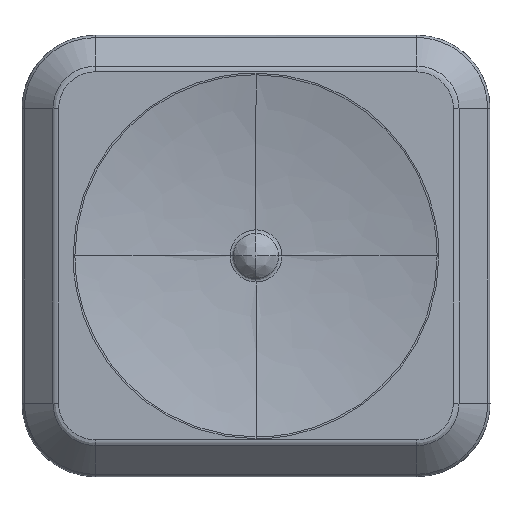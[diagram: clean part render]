
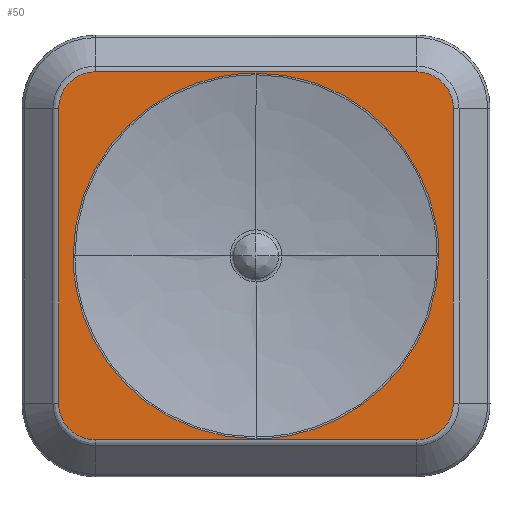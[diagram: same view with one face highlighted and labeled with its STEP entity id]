
A CAD part, top view. The second image highlights one B-rep face of the part: STEP entity #50.
In plain terms, the highlighted planar face has unit normal (0, 0, 1).
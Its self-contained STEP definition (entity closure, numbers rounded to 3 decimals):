
#24=FACE_BOUND('',#249,.T.);
#50=ADVANCED_FACE('',(#149,#24),#1354,.T.);
#149=FACE_OUTER_BOUND('',#248,.T.);
#248=EDGE_LOOP('',(#421,#422,#423,#424,#425,#426,#427,#428));
#249=EDGE_LOOP('',(#429,#430,#431,#432));
#421=ORIENTED_EDGE('',*,*,#820,.F.);
#422=ORIENTED_EDGE('',*,*,#821,.F.);
#423=ORIENTED_EDGE('',*,*,#806,.F.);
#424=ORIENTED_EDGE('',*,*,#809,.F.);
#425=ORIENTED_EDGE('',*,*,#811,.F.);
#426=ORIENTED_EDGE('',*,*,#813,.F.);
#427=ORIENTED_EDGE('',*,*,#815,.F.);
#428=ORIENTED_EDGE('',*,*,#817,.F.);
#429=ORIENTED_EDGE('',*,*,#834,.T.);
#430=ORIENTED_EDGE('',*,*,#827,.T.);
#431=ORIENTED_EDGE('',*,*,#831,.T.);
#432=ORIENTED_EDGE('',*,*,#832,.T.);
#806=EDGE_CURVE('',#1234,#1235,#1076,.T.);
#809=EDGE_CURVE('',#1236,#1234,#1079,.T.);
#811=EDGE_CURVE('',#1237,#1236,#1081,.T.);
#813=EDGE_CURVE('',#1238,#1237,#1083,.T.);
#815=EDGE_CURVE('',#1239,#1238,#1085,.T.);
#817=EDGE_CURVE('',#1240,#1239,#1087,.T.);
#820=EDGE_CURVE('',#1241,#1240,#1090,.T.);
#821=EDGE_CURVE('',#1235,#1241,#1091,.T.);
#827=EDGE_CURVE('',#1248,#1249,#1097,.T.);
#831=EDGE_CURVE('',#1249,#1246,#1101,.T.);
#832=EDGE_CURVE('',#1246,#1247,#1102,.T.);
#834=EDGE_CURVE('',#1247,#1248,#1104,.T.);
#1076=(
BOUNDED_CURVE()
B_SPLINE_CURVE(1,(#2376,#2377),.UNSPECIFIED.,.F.,.F.)
B_SPLINE_CURVE_WITH_KNOTS((2,2),(61.594,73.287),
 .UNSPECIFIED.)
CURVE()
GEOMETRIC_REPRESENTATION_ITEM()
RATIONAL_B_SPLINE_CURVE((1.,1.))
REPRESENTATION_ITEM('')
);
#1079=(
BOUNDED_CURVE()
B_SPLINE_CURVE(2,(#2384,#2385,#2386),.UNSPECIFIED.,.F.,.F.)
B_SPLINE_CURVE_WITH_KNOTS((3,3),(119.465,123.188),
 .UNSPECIFIED.)
CURVE()
GEOMETRIC_REPRESENTATION_ITEM()
RATIONAL_B_SPLINE_CURVE((1.,0.707,1.))
REPRESENTATION_ITEM('')
);
#1081=(
BOUNDED_CURVE()
B_SPLINE_CURVE(1,(#2390,#2391),.UNSPECIFIED.,.F.,.F.)
B_SPLINE_CURVE_WITH_KNOTS((2,2),(107.806,119.465),
 .UNSPECIFIED.)
CURVE()
GEOMETRIC_REPRESENTATION_ITEM()
RATIONAL_B_SPLINE_CURVE((1.,1.))
REPRESENTATION_ITEM('')
);
#1083=(
BOUNDED_CURVE()
B_SPLINE_CURVE(2,(#2395,#2396,#2397),.UNSPECIFIED.,.F.,.F.)
B_SPLINE_CURVE_WITH_KNOTS((3,3),(104.084,107.806),
 .UNSPECIFIED.)
CURVE()
GEOMETRIC_REPRESENTATION_ITEM()
RATIONAL_B_SPLINE_CURVE((1.,0.707,1.))
REPRESENTATION_ITEM('')
);
#1085=(
BOUNDED_CURVE()
B_SPLINE_CURVE(1,(#2401,#2402),.UNSPECIFIED.,.F.,.F.)
B_SPLINE_CURVE_WITH_KNOTS((2,2),(92.391,104.084),
 .UNSPECIFIED.)
CURVE()
GEOMETRIC_REPRESENTATION_ITEM()
RATIONAL_B_SPLINE_CURVE((1.,1.))
REPRESENTATION_ITEM('')
);
#1087=(
BOUNDED_CURVE()
B_SPLINE_CURVE(2,(#2406,#2407,#2408),.UNSPECIFIED.,.F.,.F.)
B_SPLINE_CURVE_WITH_KNOTS((3,3),(88.669,92.391),
 .UNSPECIFIED.)
CURVE()
GEOMETRIC_REPRESENTATION_ITEM()
RATIONAL_B_SPLINE_CURVE((1.,0.707,1.))
REPRESENTATION_ITEM('')
);
#1090=(
BOUNDED_CURVE()
B_SPLINE_CURVE(1,(#2414,#2415),.UNSPECIFIED.,.F.,.F.)
B_SPLINE_CURVE_WITH_KNOTS((2,2),(0.,12.5),.UNSPECIFIED.)
CURVE()
GEOMETRIC_REPRESENTATION_ITEM()
RATIONAL_B_SPLINE_CURVE((1.,1.))
REPRESENTATION_ITEM('')
);
#1091=(
BOUNDED_CURVE()
B_SPLINE_CURVE(2,(#2416,#2417,#2418),.UNSPECIFIED.,.F.,.F.)
B_SPLINE_CURVE_WITH_KNOTS((3,3),(73.287,77.01),
 .UNSPECIFIED.)
CURVE()
GEOMETRIC_REPRESENTATION_ITEM()
RATIONAL_B_SPLINE_CURVE((1.,0.707,1.))
REPRESENTATION_ITEM('')
);
#1097=(
BOUNDED_CURVE()
B_SPLINE_CURVE(2,(#2434,#2435,#2436),.UNSPECIFIED.,.F.,.F.)
B_SPLINE_CURVE_WITH_KNOTS((3,3),(0.,11.747),.UNSPECIFIED.)
CURVE()
GEOMETRIC_REPRESENTATION_ITEM()
RATIONAL_B_SPLINE_CURVE((1.,0.707,1.))
REPRESENTATION_ITEM('')
);
#1101=(
BOUNDED_CURVE()
B_SPLINE_CURVE(2,(#2446,#2447,#2448),.UNSPECIFIED.,.F.,.F.)
B_SPLINE_CURVE_WITH_KNOTS((3,3),(0.,11.747),.UNSPECIFIED.)
CURVE()
GEOMETRIC_REPRESENTATION_ITEM()
RATIONAL_B_SPLINE_CURVE((1.,0.707,1.))
REPRESENTATION_ITEM('')
);
#1102=(
BOUNDED_CURVE()
B_SPLINE_CURVE(2,(#2449,#2450,#2451),.UNSPECIFIED.,.F.,.F.)
B_SPLINE_CURVE_WITH_KNOTS((3,3),(0.,11.747),.UNSPECIFIED.)
CURVE()
GEOMETRIC_REPRESENTATION_ITEM()
RATIONAL_B_SPLINE_CURVE((1.,0.707,1.))
REPRESENTATION_ITEM('')
);
#1104=(
BOUNDED_CURVE()
B_SPLINE_CURVE(2,(#2455,#2456,#2457),.UNSPECIFIED.,.F.,.F.)
B_SPLINE_CURVE_WITH_KNOTS((3,3),(0.,11.747),.UNSPECIFIED.)
CURVE()
GEOMETRIC_REPRESENTATION_ITEM()
RATIONAL_B_SPLINE_CURVE((1.,0.707,1.))
REPRESENTATION_ITEM('')
);
#1234=VERTEX_POINT('',#2105);
#1235=VERTEX_POINT('',#2106);
#1236=VERTEX_POINT('',#2107);
#1237=VERTEX_POINT('',#2108);
#1238=VERTEX_POINT('',#2109);
#1239=VERTEX_POINT('',#2110);
#1240=VERTEX_POINT('',#2111);
#1241=VERTEX_POINT('',#2112);
#1246=VERTEX_POINT('',#2117);
#1247=VERTEX_POINT('',#2118);
#1248=VERTEX_POINT('',#2119);
#1249=VERTEX_POINT('',#2120);
#1354=PLANE('',#1451);
#1451=AXIS2_PLACEMENT_3D('',#1703,#1505,$);
#1505=DIRECTION('',(0.,0.,1.));
#1703=CARTESIAN_POINT('',(-35.176,1.673,9.449));
#2105=CARTESIAN_POINT('',(-33.652,1.535,9.449));
#2106=CARTESIAN_POINT('',(-21.602,1.535,9.449));
#2107=CARTESIAN_POINT('',(-35.028,0.159,9.449));
#2108=CARTESIAN_POINT('',(-35.028,-10.891,9.449));
#2109=CARTESIAN_POINT('',(-33.652,-12.266,9.449));
#2110=CARTESIAN_POINT('',(-21.602,-12.266,9.449));
#2111=CARTESIAN_POINT('',(-20.226,-10.891,9.449));
#2112=CARTESIAN_POINT('',(-20.226,0.159,9.449));
#2117=CARTESIAN_POINT('',(-27.627,-12.221,9.449));
#2118=CARTESIAN_POINT('',(-34.483,-5.366,9.449));
#2119=CARTESIAN_POINT('',(-27.627,1.49,9.449));
#2120=CARTESIAN_POINT('',(-20.771,-5.366,9.449));
#2376=CARTESIAN_POINT('',(-33.652,1.535,9.449));
#2377=CARTESIAN_POINT('',(-21.602,1.535,9.449));
#2384=CARTESIAN_POINT('',(-35.028,0.159,9.449));
#2385=CARTESIAN_POINT('',(-35.028,1.535,9.449));
#2386=CARTESIAN_POINT('',(-33.652,1.535,9.449));
#2390=CARTESIAN_POINT('',(-35.028,-10.891,9.449));
#2391=CARTESIAN_POINT('',(-35.028,0.159,9.449));
#2395=CARTESIAN_POINT('',(-33.652,-12.266,9.449));
#2396=CARTESIAN_POINT('',(-35.028,-12.266,9.449));
#2397=CARTESIAN_POINT('',(-35.028,-10.891,9.449));
#2401=CARTESIAN_POINT('',(-21.602,-12.266,9.449));
#2402=CARTESIAN_POINT('',(-33.652,-12.266,9.449));
#2406=CARTESIAN_POINT('',(-20.226,-10.891,9.449));
#2407=CARTESIAN_POINT('',(-20.226,-12.266,9.449));
#2408=CARTESIAN_POINT('',(-21.602,-12.266,9.449));
#2414=CARTESIAN_POINT('',(-20.226,0.159,9.449));
#2415=CARTESIAN_POINT('',(-20.226,-10.891,9.449));
#2416=CARTESIAN_POINT('',(-21.602,1.535,9.449));
#2417=CARTESIAN_POINT('',(-20.226,1.535,9.449));
#2418=CARTESIAN_POINT('',(-20.226,0.159,9.449));
#2434=CARTESIAN_POINT('',(-27.627,1.49,9.449));
#2435=CARTESIAN_POINT('',(-20.771,1.49,9.449));
#2436=CARTESIAN_POINT('',(-20.771,-5.366,9.449));
#2446=CARTESIAN_POINT('',(-20.771,-5.366,9.449));
#2447=CARTESIAN_POINT('',(-20.771,-12.221,9.449));
#2448=CARTESIAN_POINT('',(-27.627,-12.221,9.449));
#2449=CARTESIAN_POINT('',(-27.627,-12.221,9.449));
#2450=CARTESIAN_POINT('',(-34.483,-12.221,9.449));
#2451=CARTESIAN_POINT('',(-34.483,-5.366,9.449));
#2455=CARTESIAN_POINT('',(-34.483,-5.366,9.449));
#2456=CARTESIAN_POINT('',(-34.483,1.49,9.449));
#2457=CARTESIAN_POINT('',(-27.627,1.49,9.449));
